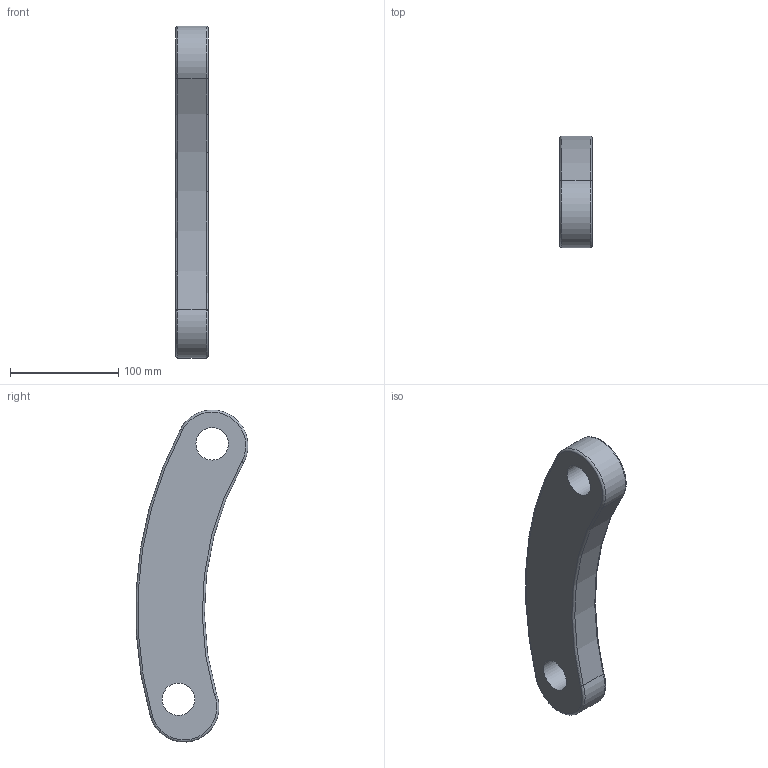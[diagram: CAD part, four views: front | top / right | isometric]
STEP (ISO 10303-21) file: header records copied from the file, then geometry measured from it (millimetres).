
FILE_DESCRIPTION(/* description */ (''),/* implementation_level */ '2;1');
FILE_NAME(/* name */ 'Lankarm_kort.stp',/* time_stamp */ '2025-05-01T11:00:53+02:00',/* author */ ('elias'),/* organization */ (''),/* preprocessor_version */ 'ST-DEVELOPER v20.1',/* originating_system */ 'Autodesk Inventor 2026',/* authorisation */ '');
FILE_SCHEMA (('AUTOMOTIVE_DESIGN { 1 0 10303 214 3 1 1 }'));
Length unit declared in the file: millimetre
Products named in the file (1): Lankarm_kort
Bounding box: 30 x 103.23 x 306.13 mm (x, y, z)
Volume: 535545.9 mm3; surface area: 61310.3 mm2
Topology: 1 solids, 1 shells, 16 faces, 34 edges, 20 vertices
Faces by surface type: torus 8, cylinder 6, plane 2
Full cylindrical faces by diameter (mm): 30 x2
Entity records: 527 total; most frequent: CARTESIAN_POINT 117, DIRECTION 88, ORIENTED_EDGE 68, AXIS2_PLACEMENT_3D 41, EDGE_CURVE 34, CIRCLE 24, EDGE_LOOP 20, VERTEX_POINT 20
